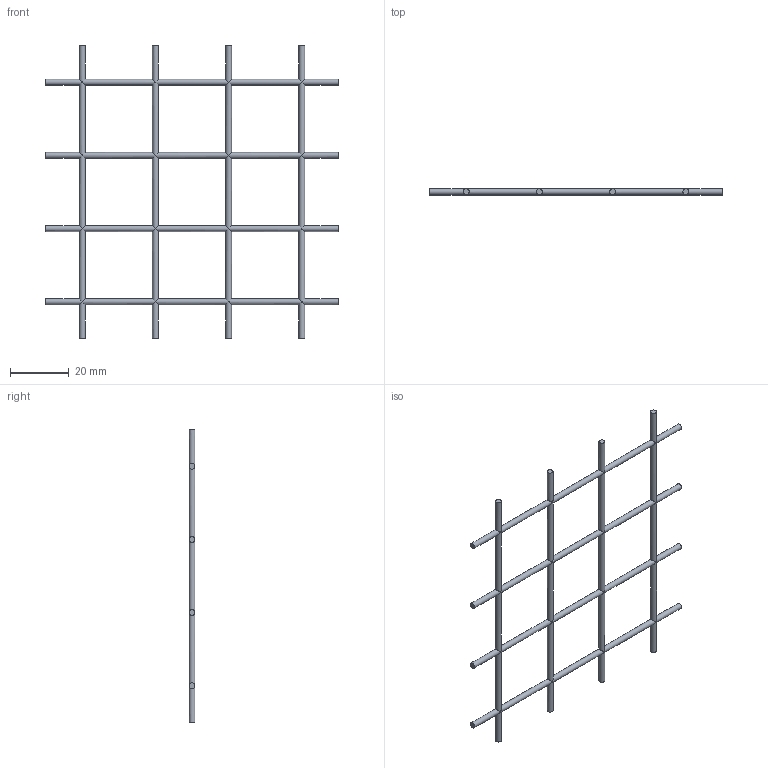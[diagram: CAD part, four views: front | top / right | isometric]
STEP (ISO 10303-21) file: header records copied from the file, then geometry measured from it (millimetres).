
FILE_DESCRIPTION(/* description */ (''),/* implementation_level */ '2;1');
FILE_NAME(/* name */ '63-000-BK.stp',/* time_stamp */ '2021-03-12T11:30:26-05:00',/* author */ ('jmurphy'),/* organization */ (''),/* preprocessor_version */ 'ST-DEVELOPER v18.1',/* originating_system */ 'AutoCAD Mechanical',/* authorisation */ '');
FILE_SCHEMA (('AUTOMOTIVE_DESIGN { 1 0 10303 214 3 1 1 }'));
Length unit declared in the file: millimetre
Products named in the file (1): Product
Bounding box: 100 x 2 x 100 mm (x, y, z)
Volume: 2427.9 mm3; surface area: 4820.8 mm2
Topology: 1 solids, 1 shells, 56 faces, 168 edges, 96 vertices
Faces by surface type: cylinder 40, plane 16
Full cylindrical faces by diameter (mm): 2 x40
Entity records: 1975 total; most frequent: DIRECTION 410, ORIENTED_EDGE 336, CARTESIAN_POINT 321, AXIS2_PLACEMENT_3D 185, EDGE_CURVE 168, ELLIPSE 112, VERTEX_POINT 96, FACE_OUTER_BOUND 56
